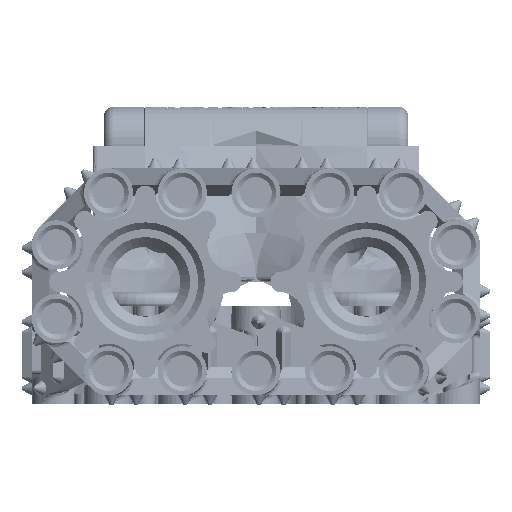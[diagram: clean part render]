
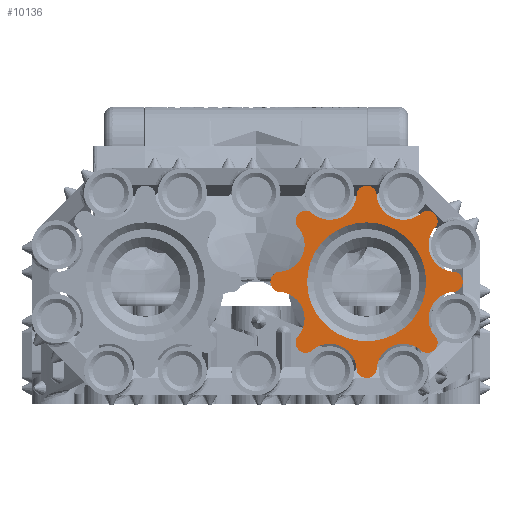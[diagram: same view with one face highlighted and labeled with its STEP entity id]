
A CAD part, left-side view. The second image highlights one B-rep face of the part: STEP entity #10136.
In plain terms, the highlighted face is planar.
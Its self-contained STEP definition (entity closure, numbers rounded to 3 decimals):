
#1070=FACE_BOUND('',#2494,.T.);
#1262=PLANE('',#11076);
#1913=FACE_OUTER_BOUND('',#2493,.T.);
#2493=EDGE_LOOP('',(#9245,#9246,#9247,#9248,#9249,#9250,#9251,#9252,#9253,
#9254,#9255,#9256,#9257,#9258,#9259,#9260));
#2494=EDGE_LOOP('',(#9261));
#4028=CIRCLE('',#10926,12.098);
#4029=CIRCLE('',#10938,2.103);
#4034=CIRCLE('',#10958,2.103);
#4036=CIRCLE('',#10962,5.5);
#4037=CIRCLE('',#10965,5.5);
#4039=CIRCLE('',#10978,2.103);
#4042=CIRCLE('',#10994,2.103);
#4044=CIRCLE('',#10998,5.5);
#4045=CIRCLE('',#11003,5.5);
#4047=CIRCLE('',#11014,2.103);
#4050=CIRCLE('',#11030,2.103);
#4052=CIRCLE('',#11034,5.5);
#4053=CIRCLE('',#11037,5.5);
#4055=CIRCLE('',#11050,2.103);
#4058=CIRCLE('',#11057,5.5);
#4060=CIRCLE('',#11070,2.103);
#4062=CIRCLE('',#11074,5.5);
#4843=VERTEX_POINT('',#21425);
#4856=VERTEX_POINT('',#21497);
#4857=VERTEX_POINT('',#21499);
#4917=VERTEX_POINT('',#21963);
#4918=VERTEX_POINT('',#21965);
#4922=VERTEX_POINT('',#21986);
#4930=VERTEX_POINT('',#22035);
#4941=VERTEX_POINT('',#22099);
#4942=VERTEX_POINT('',#22101);
#4949=VERTEX_POINT('',#22153);
#4954=VERTEX_POINT('',#22171);
#4965=VERTEX_POINT('',#22235);
#4966=VERTEX_POINT('',#22237);
#4970=VERTEX_POINT('',#22258);
#4978=VERTEX_POINT('',#22307);
#4983=VERTEX_POINT('',#22330);
#4991=VERTEX_POINT('',#22379);
#6214=EDGE_CURVE('',#4843,#4843,#4028,.T.);
#6230=EDGE_CURVE('',#4857,#4856,#4029,.T.);
#6302=EDGE_CURVE('',#4918,#4917,#4034,.T.);
#6306=EDGE_CURVE('',#4918,#4856,#4036,.T.);
#6310=EDGE_CURVE('',#4922,#4917,#4037,.T.);
#6324=EDGE_CURVE('',#4922,#4930,#4039,.T.);
#6342=EDGE_CURVE('',#4942,#4941,#4042,.T.);
#6346=EDGE_CURVE('',#4942,#4930,#4044,.T.);
#6355=EDGE_CURVE('',#4949,#4941,#4045,.T.);
#6364=EDGE_CURVE('',#4949,#4954,#4047,.T.);
#6382=EDGE_CURVE('',#4966,#4965,#4050,.T.);
#6386=EDGE_CURVE('',#4966,#4954,#4052,.T.);
#6390=EDGE_CURVE('',#4970,#4965,#4053,.T.);
#6404=EDGE_CURVE('',#4970,#4978,#4055,.T.);
#6411=EDGE_CURVE('',#4857,#4983,#4058,.T.);
#6425=EDGE_CURVE('',#4991,#4983,#4060,.T.);
#6428=EDGE_CURVE('',#4991,#4978,#4062,.T.);
#9245=ORIENTED_EDGE('',*,*,#6411,.F.);
#9246=ORIENTED_EDGE('',*,*,#6230,.T.);
#9247=ORIENTED_EDGE('',*,*,#6306,.F.);
#9248=ORIENTED_EDGE('',*,*,#6302,.T.);
#9249=ORIENTED_EDGE('',*,*,#6310,.F.);
#9250=ORIENTED_EDGE('',*,*,#6324,.T.);
#9251=ORIENTED_EDGE('',*,*,#6346,.F.);
#9252=ORIENTED_EDGE('',*,*,#6342,.T.);
#9253=ORIENTED_EDGE('',*,*,#6355,.F.);
#9254=ORIENTED_EDGE('',*,*,#6364,.T.);
#9255=ORIENTED_EDGE('',*,*,#6386,.F.);
#9256=ORIENTED_EDGE('',*,*,#6382,.T.);
#9257=ORIENTED_EDGE('',*,*,#6390,.F.);
#9258=ORIENTED_EDGE('',*,*,#6404,.T.);
#9259=ORIENTED_EDGE('',*,*,#6428,.F.);
#9260=ORIENTED_EDGE('',*,*,#6425,.T.);
#9261=ORIENTED_EDGE('',*,*,#6214,.F.);
#10136=ADVANCED_FACE('',(#1913,#1070),#1262,.T.);
#10926=AXIS2_PLACEMENT_3D('',#21427,#13015,#13016);
#10938=AXIS2_PLACEMENT_3D('',#21500,#13042,#13043);
#10958=AXIS2_PLACEMENT_3D('',#21966,#13091,#13092);
#10962=AXIS2_PLACEMENT_3D('',#21973,#13101,#13102);
#10965=AXIS2_PLACEMENT_3D('',#21988,#13108,#13109);
#10978=AXIS2_PLACEMENT_3D('',#22037,#13138,#13139);
#10994=AXIS2_PLACEMENT_3D('',#22102,#13175,#13176);
#10998=AXIS2_PLACEMENT_3D('',#22109,#13185,#13186);
#11003=AXIS2_PLACEMENT_3D('',#22155,#13198,#13199);
#11014=AXIS2_PLACEMENT_3D('',#22173,#13222,#13223);
#11030=AXIS2_PLACEMENT_3D('',#22238,#13259,#13260);
#11034=AXIS2_PLACEMENT_3D('',#22245,#13269,#13270);
#11037=AXIS2_PLACEMENT_3D('',#22260,#13276,#13277);
#11050=AXIS2_PLACEMENT_3D('',#22309,#13306,#13307);
#11057=AXIS2_PLACEMENT_3D('',#22331,#13322,#13323);
#11070=AXIS2_PLACEMENT_3D('',#22380,#13352,#13353);
#11074=AXIS2_PLACEMENT_3D('',#22385,#13361,#13362);
#11076=AXIS2_PLACEMENT_3D('',#22387,#13365,#13366);
#13015=DIRECTION('center_axis',(0.,0.,-1.));
#13016=DIRECTION('ref_axis',(1.,0.,0.));
#13042=DIRECTION('center_axis',(0.,0.,-1.));
#13043=DIRECTION('ref_axis',(-0.891,-0.454,0.));
#13091=DIRECTION('center_axis',(0.,0.,-1.));
#13092=DIRECTION('ref_axis',(-0.951,0.309,0.));
#13101=DIRECTION('center_axis',(0.,0.,-1.));
#13102=DIRECTION('ref_axis',(0.,-1.,0.));
#13108=DIRECTION('center_axis',(0.,0.,-1.));
#13109=DIRECTION('ref_axis',(-0.707,-0.707,0.));
#13138=DIRECTION('center_axis',(0.,0.,-1.));
#13139=DIRECTION('ref_axis',(-0.454,0.891,0.));
#13175=DIRECTION('center_axis',(0.,0.,-1.));
#13176=DIRECTION('ref_axis',(0.309,0.951,0.));
#13185=DIRECTION('center_axis',(0.,0.,-1.));
#13186=DIRECTION('ref_axis',(-1.,0.,0.));
#13198=DIRECTION('center_axis',(0.,0.,-1.));
#13199=DIRECTION('ref_axis',(-0.707,0.707,0.));
#13222=DIRECTION('center_axis',(0.,0.,-1.));
#13223=DIRECTION('ref_axis',(0.891,0.454,0.));
#13259=DIRECTION('center_axis',(0.,0.,-1.));
#13260=DIRECTION('ref_axis',(0.951,-0.309,0.));
#13269=DIRECTION('center_axis',(0.,0.,-1.));
#13270=DIRECTION('ref_axis',(0.,1.,0.));
#13276=DIRECTION('center_axis',(0.,0.,-1.));
#13277=DIRECTION('ref_axis',(0.707,0.707,0.));
#13306=DIRECTION('center_axis',(0.,0.,-1.));
#13307=DIRECTION('ref_axis',(0.454,-0.891,0.));
#13322=DIRECTION('center_axis',(0.,0.,-1.));
#13323=DIRECTION('ref_axis',(1.,0.,0.));
#13352=DIRECTION('center_axis',(0.,0.,-1.));
#13353=DIRECTION('ref_axis',(-0.309,-0.951,0.));
#13361=DIRECTION('center_axis',(0.,0.,-1.));
#13362=DIRECTION('ref_axis',(1.,0.,0.));
#13365=DIRECTION('center_axis',(0.,0.,-1.));
#13366=DIRECTION('ref_axis',(1.,0.,0.));
#21425=CARTESIAN_POINT('',(-50.205,52.5,0.));
#21427=CARTESIAN_POINT('Origin',(-38.107,52.5,0.));
#21497=CARTESIAN_POINT('',(-49.496,66.718,0.));
#21499=CARTESIAN_POINT('',(-52.324,63.889,0.));
#21500=CARTESIAN_POINT('Origin',(-50.45,64.844,0.));
#21963=CARTESIAN_POINT('',(-36.107,70.607,0.));
#21965=CARTESIAN_POINT('',(-40.107,70.607,0.));
#21966=CARTESIAN_POINT('Origin',(-38.107,69.957,0.));
#21973=CARTESIAN_POINT('Origin',(-45.607,70.607,0.));
#21986=CARTESIAN_POINT('',(-26.718,66.718,0.));
#21988=CARTESIAN_POINT('Origin',(-30.607,70.607,0.));
#22035=CARTESIAN_POINT('',(-23.889,63.889,0.));
#22037=CARTESIAN_POINT('Origin',(-25.763,64.844,0.));
#22099=CARTESIAN_POINT('',(-20.,50.5,0.));
#22101=CARTESIAN_POINT('',(-20.,54.5,0.));
#22102=CARTESIAN_POINT('Origin',(-20.65,52.5,0.));
#22109=CARTESIAN_POINT('Origin',(-20.,60.,0.));
#22153=CARTESIAN_POINT('',(-23.889,41.111,0.));
#22155=CARTESIAN_POINT('Origin',(-20.,45.,0.));
#22171=CARTESIAN_POINT('',(-26.718,38.282,0.));
#22173=CARTESIAN_POINT('Origin',(-25.763,40.156,0.));
#22235=CARTESIAN_POINT('',(-40.107,34.393,0.));
#22237=CARTESIAN_POINT('',(-36.107,34.393,0.));
#22238=CARTESIAN_POINT('Origin',(-38.107,35.043,0.));
#22245=CARTESIAN_POINT('Origin',(-30.607,34.393,0.));
#22258=CARTESIAN_POINT('',(-49.496,38.282,0.));
#22260=CARTESIAN_POINT('Origin',(-45.607,34.393,0.));
#22307=CARTESIAN_POINT('',(-52.324,41.111,0.));
#22309=CARTESIAN_POINT('Origin',(-50.45,40.156,0.));
#22330=CARTESIAN_POINT('',(-56.213,54.5,0.));
#22331=CARTESIAN_POINT('Origin',(-56.213,60.,0.));
#22379=CARTESIAN_POINT('',(-56.213,50.5,0.));
#22380=CARTESIAN_POINT('Origin',(-55.563,52.5,0.));
#22385=CARTESIAN_POINT('Origin',(-56.213,45.,0.));
#22387=CARTESIAN_POINT('Origin',(-53.475,52.5,0.));
